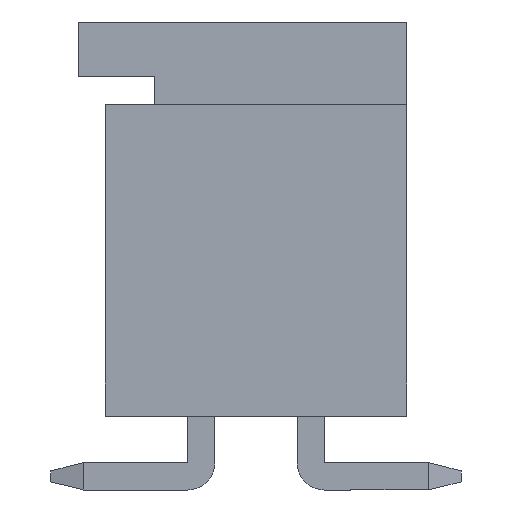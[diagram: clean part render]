
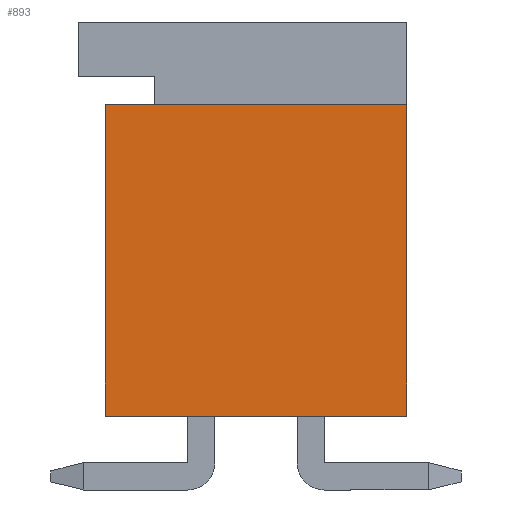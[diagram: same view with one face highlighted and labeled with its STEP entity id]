
A CAD part, left-side view. The second image highlights one B-rep face of the part: STEP entity #893.
In plain terms, the highlighted planar face has unit normal (-1, 0, 0).
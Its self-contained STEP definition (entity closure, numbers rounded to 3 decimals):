
#893 = ADVANCED_FACE( '', ( #1895 ), #1896, .T. );
#1895 = FACE_OUTER_BOUND( '', #3174, .T. );
#1896 = PLANE( '', #3175 );
#3174 = EDGE_LOOP( '', ( #4895, #4896, #4897, #4898 ) );
#3175 = AXIS2_PLACEMENT_3D( '', #4899, #4900, #4901 );
#4895 = ORIENTED_EDGE( '', *, *, #8635, .F. );
#4896 = ORIENTED_EDGE( '', *, *, #8350, .F. );
#4897 = ORIENTED_EDGE( '', *, *, #8636, .T. );
#4898 = ORIENTED_EDGE( '', *, *, #8637, .T. );
#4899 = CARTESIAN_POINT( '', ( -20.625, -2.75, -2.85 ) );
#4900 = DIRECTION( '', ( -1., 0., 0. ) );
#4901 = DIRECTION( '', ( 0., 0., 1. ) );
#8350 = EDGE_CURVE( '', #10046, #10048, #10049, .T. );
#8635 = EDGE_CURVE( '', #10048, #10552, #10553, .T. );
#8636 = EDGE_CURVE( '', #10046, #10554, #10555, .T. );
#8637 = EDGE_CURVE( '', #10554, #10552, #10556, .T. );
#10046 = VERTEX_POINT( '', #12525 );
#10048 = VERTEX_POINT( '', #12528 );
#10049 = LINE( '', #12529, #12530 );
#10552 = VERTEX_POINT( '', #13275 );
#10553 = LINE( '', #13276, #13277 );
#10554 = VERTEX_POINT( '', #13278 );
#10555 = LINE( '', #13279, #13280 );
#10556 = LINE( '', #13281, #13282 );
#12525 = CARTESIAN_POINT( '', ( -20.625, -2.75, -2.85 ) );
#12528 = CARTESIAN_POINT( '', ( -20.625, 2.75, -2.85 ) );
#12529 = CARTESIAN_POINT( '', ( -20.625, -2.75, -2.85 ) );
#12530 = VECTOR( '', #15770, 1000. );
#13275 = CARTESIAN_POINT( '', ( -20.625, 2.75, 2.85 ) );
#13276 = CARTESIAN_POINT( '', ( -20.625, 2.75, -2.85 ) );
#13277 = VECTOR( '', #16013, 1000. );
#13278 = CARTESIAN_POINT( '', ( -20.625, -2.75, 2.85 ) );
#13279 = CARTESIAN_POINT( '', ( -20.625, -2.75, -2.85 ) );
#13280 = VECTOR( '', #16014, 1000. );
#13281 = CARTESIAN_POINT( '', ( -20.625, -2.75, 2.85 ) );
#13282 = VECTOR( '', #16015, 1000. );
#15770 = DIRECTION( '', ( 0., 1., 0. ) );
#16013 = DIRECTION( '', ( 0., 0., 1. ) );
#16014 = DIRECTION( '', ( 0., 0., 1. ) );
#16015 = DIRECTION( '', ( 0., 1., 0. ) );
